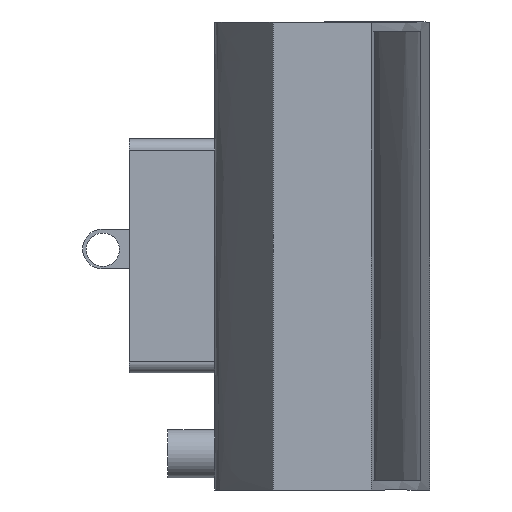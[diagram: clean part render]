
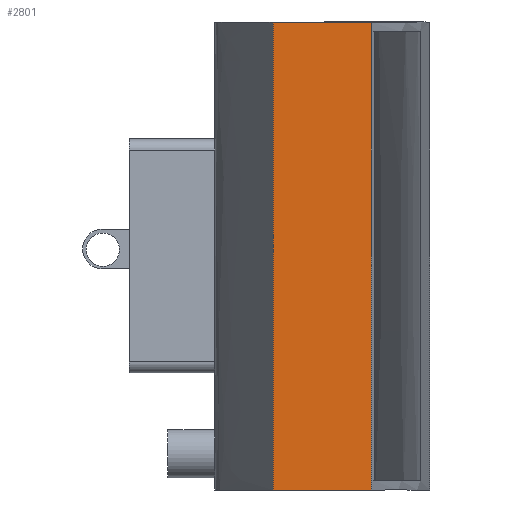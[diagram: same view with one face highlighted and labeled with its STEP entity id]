
A CAD part, left-side view. The second image highlights one B-rep face of the part: STEP entity #2801.
In plain terms, the highlighted planar face has unit normal (-1, 0, 0).
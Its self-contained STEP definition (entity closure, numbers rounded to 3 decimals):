
#90 = FACE_OUTER_BOUND ( 'NONE', #302, .T. ) ;
#97 = DIRECTION ( 'NONE',  ( 0., -1., 0. ) ) ;
#148 = PLANE ( 'NONE',  #762 ) ;
#302 = EDGE_LOOP ( 'NONE', ( #2742, #3047, #717, #1955 ) ) ;
#308 = CARTESIAN_POINT ( 'NONE',  ( -30.174, -4.188, -20. ) ) ;
#328 = LINE ( 'NONE', #1210, #1979 ) ;
#525 = CARTESIAN_POINT ( 'NONE',  ( -30.174, 9.188, -20. ) ) ;
#527 = VECTOR ( 'NONE', #2920, 1000. ) ;
#717 = ORIENTED_EDGE ( 'NONE', *, *, #3442, .F. ) ;
#732 = VERTEX_POINT ( 'NONE', #869 ) ;
#751 = VERTEX_POINT ( 'NONE', #1423 ) ;
#762 = AXIS2_PLACEMENT_3D ( 'NONE', #2844, #1180, #2782 ) ;
#869 = CARTESIAN_POINT ( 'NONE',  ( -30.174, 4.188, -20. ) ) ;
#998 = EDGE_CURVE ( 'NONE', #751, #732, #2471, .T. ) ;
#1028 = CARTESIAN_POINT ( 'NONE',  ( -30.174, -4.188, 20. ) ) ;
#1043 = CARTESIAN_POINT ( 'NONE',  ( -30.174, 4.188, 20. ) ) ;
#1180 = DIRECTION ( 'NONE',  ( 1., 0., 0. ) ) ;
#1210 = CARTESIAN_POINT ( 'NONE',  ( -30.174, 9.188, 20. ) ) ;
#1423 = CARTESIAN_POINT ( 'NONE',  ( -30.174, 4.188, 20. ) ) ;
#1572 = CARTESIAN_POINT ( 'NONE',  ( -30.174, -4.188, -20. ) ) ;
#1576 = EDGE_CURVE ( 'NONE', #732, #1609, #2152, .T. ) ;
#1609 = VERTEX_POINT ( 'NONE', #308 ) ;
#1715 = B_SPLINE_CURVE_WITH_KNOTS ( 'NONE', 3,
 ( #1572, #2067, #2321, #1028 ),
 .UNSPECIFIED., .F., .F.,
 ( 4, 4 ),
 ( 0., 1. ),
 .UNSPECIFIED. ) ;
#1788 = EDGE_CURVE ( 'NONE', #1609, #2828, #1715, .T. ) ;
#1955 = ORIENTED_EDGE ( 'NONE', *, *, #998, .T. ) ;
#1979 = VECTOR ( 'NONE', #97, 1000. ) ;
#1995 = CARTESIAN_POINT ( 'NONE',  ( -30.174, -4.188, 20. ) ) ;
#2067 = CARTESIAN_POINT ( 'NONE',  ( -30.174, -4.188, -6.667 ) ) ;
#2152 = LINE ( 'NONE', #525, #527 ) ;
#2321 = CARTESIAN_POINT ( 'NONE',  ( -30.174, -4.188, 6.667 ) ) ;
#2471 = B_SPLINE_CURVE_WITH_KNOTS ( 'NONE', 3,
 ( #1043, #2944, #2898, #2680 ),
 .UNSPECIFIED., .F., .F.,
 ( 4, 4 ),
 ( 0., 1. ),
 .UNSPECIFIED. ) ;
#2680 = CARTESIAN_POINT ( 'NONE',  ( -30.174, 4.188, -20. ) ) ;
#2742 = ORIENTED_EDGE ( 'NONE', *, *, #1576, .T. ) ;
#2782 = DIRECTION ( 'NONE',  ( 0., 0., -1. ) ) ;
#2801 = ADVANCED_FACE ( 'NONE', ( #90 ), #148, .F. ) ;
#2828 = VERTEX_POINT ( 'NONE', #1995 ) ;
#2844 = CARTESIAN_POINT ( 'NONE',  ( -30.174, 9.188, 20. ) ) ;
#2898 = CARTESIAN_POINT ( 'NONE',  ( -30.174, 4.188, -6.667 ) ) ;
#2920 = DIRECTION ( 'NONE',  ( 0., -1., 0. ) ) ;
#2944 = CARTESIAN_POINT ( 'NONE',  ( -30.174, 4.188, 6.667 ) ) ;
#3047 = ORIENTED_EDGE ( 'NONE', *, *, #1788, .T. ) ;
#3442 = EDGE_CURVE ( 'NONE', #751, #2828, #328, .T. ) ;
